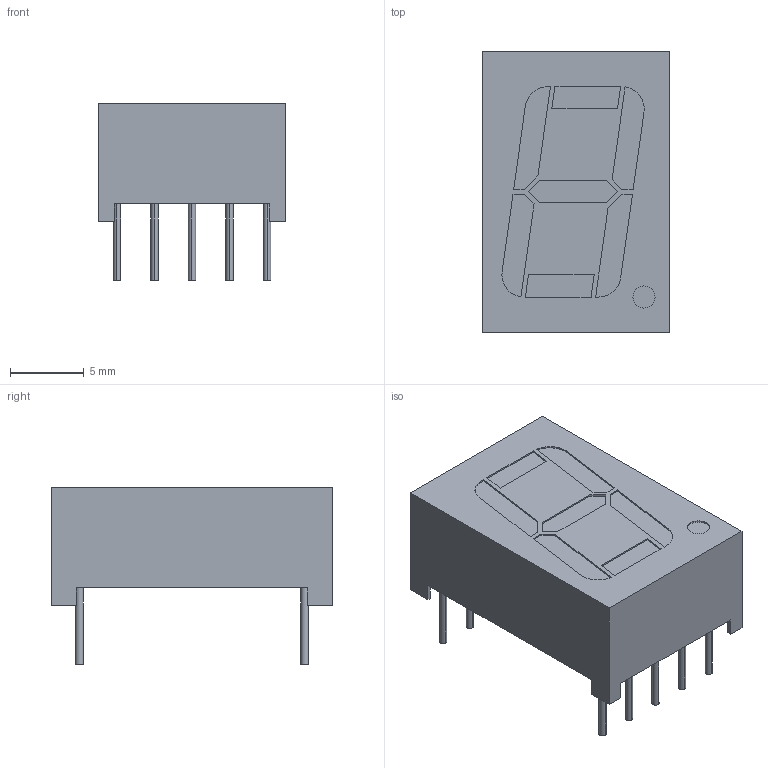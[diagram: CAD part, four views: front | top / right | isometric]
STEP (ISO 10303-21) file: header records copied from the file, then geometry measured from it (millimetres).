
FILE_DESCRIPTION (( 'STEP AP214' ), '1' );
FILE_NAME ('SW3dPS-Disp_SA56-11.STEP', '2009-06-05T07:48:18', ( 'sysAdmin' ), ( 'SolidWorks' ), 'SwSTEP 2.0', 'SolidWorks 2009', '' );
FILE_SCHEMA (( 'AUTOMOTIVE_DESIGN' ));
Length unit declared in the file: millimetre
Products named in the file (3): SW3dPS-Disp_SA56-11_Disp_SA56-12; SW3dPS-Disp_SA56-11_Open CASCADE STEP translator 6.2 78.2; SW3dPS-Disp_SA56-11
Assembly tree (2 placements, depth 3):
  SW3dPS-Disp_SA56-11
    SW3dPS-Disp_SA56-11_Open CASCADE STEP translator 6.2 78.2
      SW3dPS-Disp_SA56-11_Disp_SA56-12
Bounding box: 12.7 x 19.05 x 12 mm (x, y, z)
Volume: 1652.2 mm3; surface area: 1034.9 mm2
Topology: 1 solids, 1 shells, 385 faces, 1011 edges, 674 vertices
Faces by surface type: plane 243, bspline 116, cylinder 26
Entity records: 21472 total; most frequent: CARTESIAN_POINT 8464, ORIENTED_EDGE 2022, DIRECTION 1381, EDGE_CURVE 1011, VECTOR 727, LINE 727, VERTEX_POINT 674, EDGE_LOOP 431
